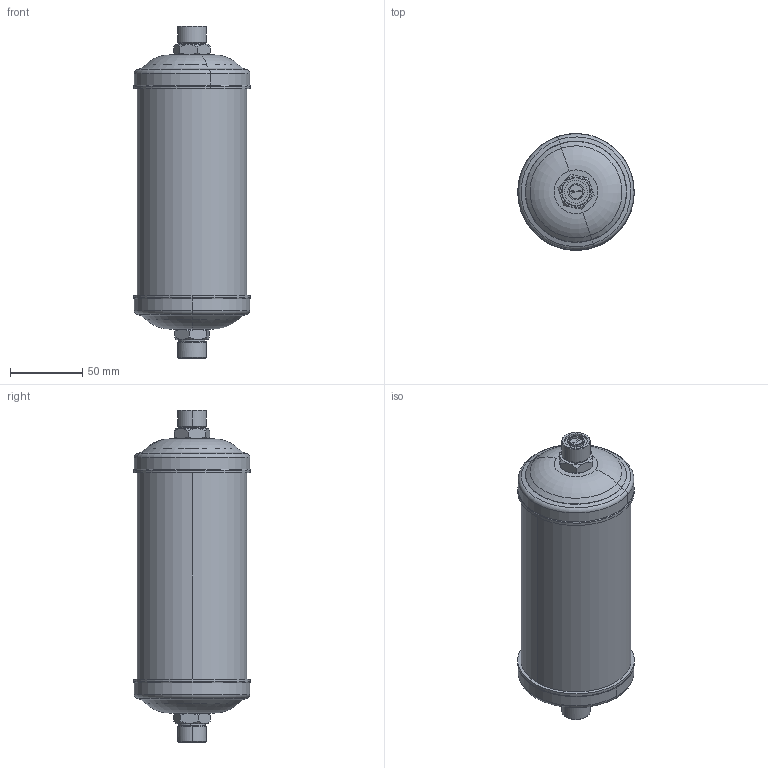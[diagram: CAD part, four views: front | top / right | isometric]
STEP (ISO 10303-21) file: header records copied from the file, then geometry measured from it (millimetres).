
FILE_DESCRIPTION (( 'STEP AP203' ), '1' );
FILE_NAME ('023Z0220R - DCL 304FS.STEP', '2022-12-06T09:31:22', ( '' ), ( '' ), 'SwSTEP 2.0', 'SolidWorks 2020', '' );
FILE_SCHEMA (( 'CONFIG_CONTROL_DESIGN' ));
Length unit declared in the file: millimetre
Products named in the file (1): 023Z0220R - DCL 304FS
Bounding box: 80.8 x 80.8 x 230 mm (x, y, z)
Volume: 856598.8 mm3; surface area: 55906.1 mm2
Topology: 1 solids, 1 shells, 120 faces, 257 edges, 150 vertices
Faces by surface type: cone 43, cylinder 30, plane 28, torus 16, bspline 3
Entity records: 4174 total; most frequent: CARTESIAN_POINT 1547, DIRECTION 564, ORIENTED_EDGE 510, EDGE_CURVE 255, AXIS2_PLACEMENT_3D 251, VERTEX_POINT 150, CIRCLE 133, EDGE_LOOP 133
